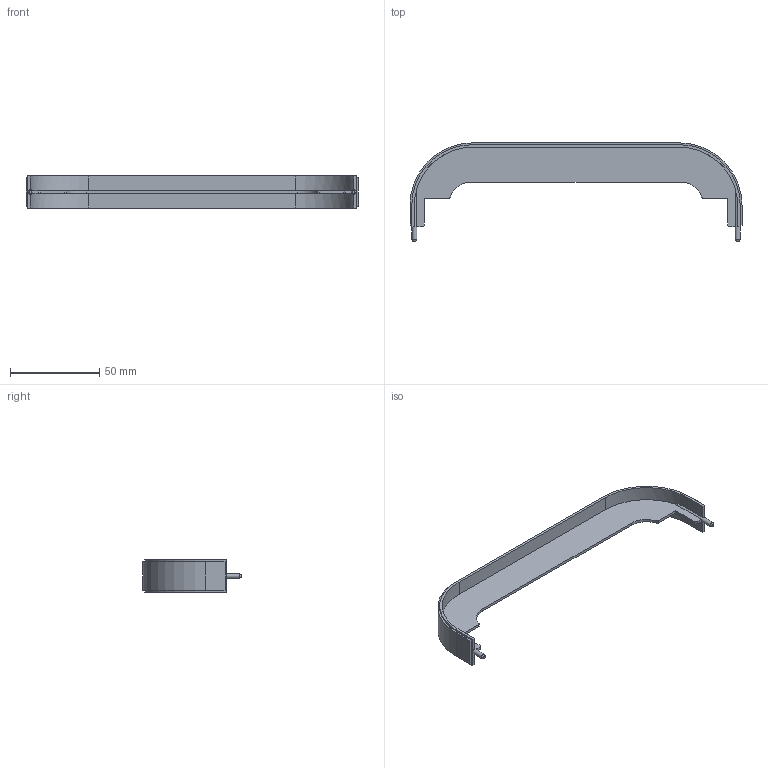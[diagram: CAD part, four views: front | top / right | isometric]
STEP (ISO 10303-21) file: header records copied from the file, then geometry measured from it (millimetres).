
FILE_DESCRIPTION(/* description */ ('STEP AP214'),/* implementation_level */ '2;1');
FILE_NAME(/* name */ '1025962.stp',/* time_stamp */ '2024-06-06T13:51:39+02:00',/* author */ ('Bo'),/* organization */ ('CADENAS'),/* preprocessor_version */ 'ST-DEVELOPER v20',/* originating_system */ 'Autodesk Inventor 2025',/* authorisation */ ' ');
FILE_SCHEMA (('AUTOMOTIVE_DESIGN { 1 0 10303 214 3 1 1 }'));
Length unit declared in the file: millimetre
Products named in the file (1): 1025962
Bounding box: 186 x 55 x 18 mm (x, y, z)
Volume: 15757.4 mm3; surface area: 17536.8 mm2
Topology: 1 solids, 1 shells, 52 faces, 150 edges, 100 vertices
Faces by surface type: plane 32, cylinder 18, cone 2
Full cylindrical faces by diameter (mm): 2.8 x2
Entity records: 1798 total; most frequent: CARTESIAN_POINT 345, ORIENTED_EDGE 300, DIRECTION 292, EDGE_CURVE 150, LINE 102, VECTOR 102, VERTEX_POINT 100, AXIS2_PLACEMENT_3D 95
